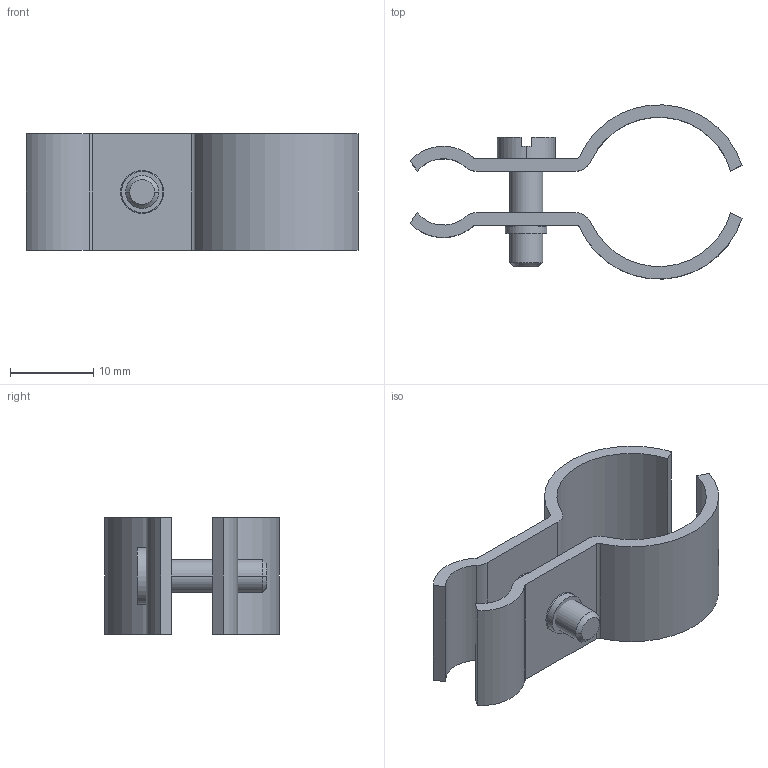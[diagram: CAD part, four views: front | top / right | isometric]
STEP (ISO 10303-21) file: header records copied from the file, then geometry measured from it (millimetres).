
FILE_DESCRIPTION(('CoCreate Modeling STEP Export'),'2;1');
FILE_NAME('202373-1212992442-cf188b30b-03450.stp','2016-05-02T17:16:21',(''),(''),'CoCreate Modeling STEP processor for AP214 (Solid Model)','CoCreate Modeling 16.00D 29-May-2009 (C) Parametric Technology GmbH','');
FILE_SCHEMA(('AUTOMOTIVE_DESIGN { 1 0 10303 214 1 1 1 1 }'));
Length unit declared in the file: millimetre
Products named in the file (4): Oberteil; Unterteil; Zylinderschraube; Spanndrahtschelle
Assembly tree (3 placements, depth 2):
  Spanndrahtschelle
    Zylinderschraube
    Unterteil
    Oberteil
Bounding box: 40 x 20.97 x 14 mm (x, y, z)
Volume: 2137.1 mm3; surface area: 3222.1 mm2
Topology: 3 solids, 3 shells, 52 faces, 126 edges, 82 vertices
Faces by surface type: cylinder 28, plane 20, cone 2, torus 2
Entity records: 1566 total; most frequent: DIRECTION 252, ORIENTED_EDGE 252, CARTESIAN_POINT 239, EDGE_CURVE 126, AXIS2_PLACEMENT_3D 95, VERTEX_POINT 82, VECTOR 62, LINE 62
